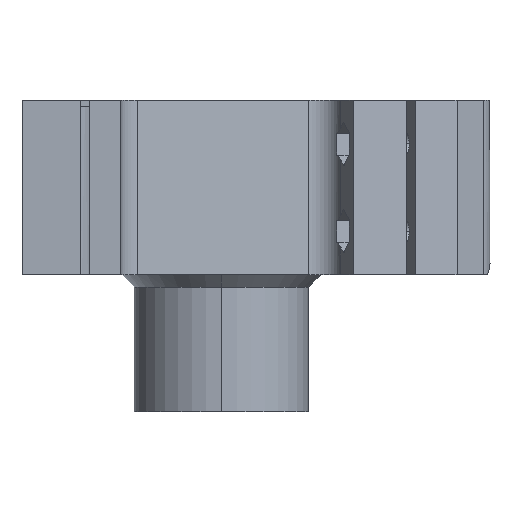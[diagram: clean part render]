
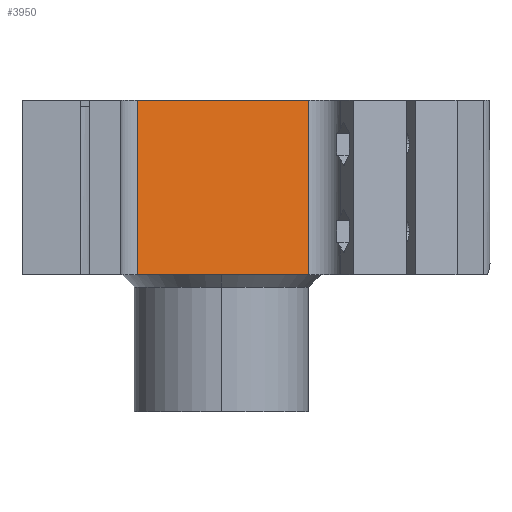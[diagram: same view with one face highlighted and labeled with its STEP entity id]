
A CAD part, left-side view. The second image highlights one B-rep face of the part: STEP entity #3950.
In plain terms, the highlighted planar face has unit normal (-0.943, -0.332, 0).
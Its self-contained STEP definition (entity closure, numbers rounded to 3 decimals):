
#443 = EDGE_CURVE ( 'NONE', #9971, #3263, #3305, .T. ) ;
#607 = CARTESIAN_POINT ( 'NONE',  ( -54.032, -18.989, 0. ) ) ;
#1124 = ORIENTED_EDGE ( 'NONE', *, *, #443, .F. ) ;
#1135 = CARTESIAN_POINT ( 'NONE',  ( -48.102, -35.864, 0. ) ) ;
#1185 = DIRECTION ( 'NONE',  ( 0.943, 0.332, 0. ) ) ;
#2518 = EDGE_CURVE ( 'NONE', #2971, #3263, #9379, .T. ) ;
#2541 = CARTESIAN_POINT ( 'NONE',  ( -54.032, -18.989, 28. ) ) ;
#2971 = VERTEX_POINT ( 'NONE', #1135 ) ;
#3263 = VERTEX_POINT ( 'NONE', #4445 ) ;
#3305 = LINE ( 'NONE', #2541, #9200 ) ;
#3459 = VECTOR ( 'NONE', #8430, 1000. ) ;
#3688 = DIRECTION ( 'NONE',  ( 0.332, -0.943, 0. ) ) ;
#3704 = CARTESIAN_POINT ( 'NONE',  ( -57.745, -8.424, 0. ) ) ;
#3891 = DIRECTION ( 'NONE',  ( 0., 0., 1. ) ) ;
#3950 = ADVANCED_FACE ( 'NONE', ( #6405 ), #5795, .F. ) ;
#3964 = EDGE_CURVE ( 'NONE', #9971, #9604, #4525, .T. ) ;
#4405 = LINE ( 'NONE', #607, #7019 ) ;
#4420 = EDGE_LOOP ( 'NONE', ( #1124, #9364, #5762, #8477 ) ) ;
#4445 = CARTESIAN_POINT ( 'NONE',  ( -48.102, -35.864, 28. ) ) ;
#4455 = CARTESIAN_POINT ( 'NONE',  ( -57.745, -8.424, 28. ) ) ;
#4525 = LINE ( 'NONE', #3704, #3459 ) ;
#5713 = VECTOR ( 'NONE', #3891, 1000. ) ;
#5762 = ORIENTED_EDGE ( 'NONE', *, *, #6173, .T. ) ;
#5788 = DIRECTION ( 'NONE',  ( 0.332, -0.943, 0. ) ) ;
#5795 = PLANE ( 'NONE',  #9628 ) ;
#6173 = EDGE_CURVE ( 'NONE', #9604, #2971, #4405, .T. ) ;
#6220 = CARTESIAN_POINT ( 'NONE',  ( -48.102, -35.864, 28. ) ) ;
#6405 = FACE_OUTER_BOUND ( 'NONE', #4420, .T. ) ;
#6533 = CARTESIAN_POINT ( 'NONE',  ( -57.745, -8.424, 0. ) ) ;
#7019 = VECTOR ( 'NONE', #3688, 1000. ) ;
#8128 = CARTESIAN_POINT ( 'NONE',  ( -54.032, -18.989, 28. ) ) ;
#8430 = DIRECTION ( 'NONE',  ( 0., 0., -1. ) ) ;
#8477 = ORIENTED_EDGE ( 'NONE', *, *, #2518, .T. ) ;
#8755 = DIRECTION ( 'NONE',  ( -0.332, 0.943, 0. ) ) ;
#9200 = VECTOR ( 'NONE', #5788, 1000. ) ;
#9364 = ORIENTED_EDGE ( 'NONE', *, *, #3964, .T. ) ;
#9379 = LINE ( 'NONE', #6220, #5713 ) ;
#9604 = VERTEX_POINT ( 'NONE', #6533 ) ;
#9628 = AXIS2_PLACEMENT_3D ( 'NONE', #8128, #1185, #8755 ) ;
#9971 = VERTEX_POINT ( 'NONE', #4455 ) ;
